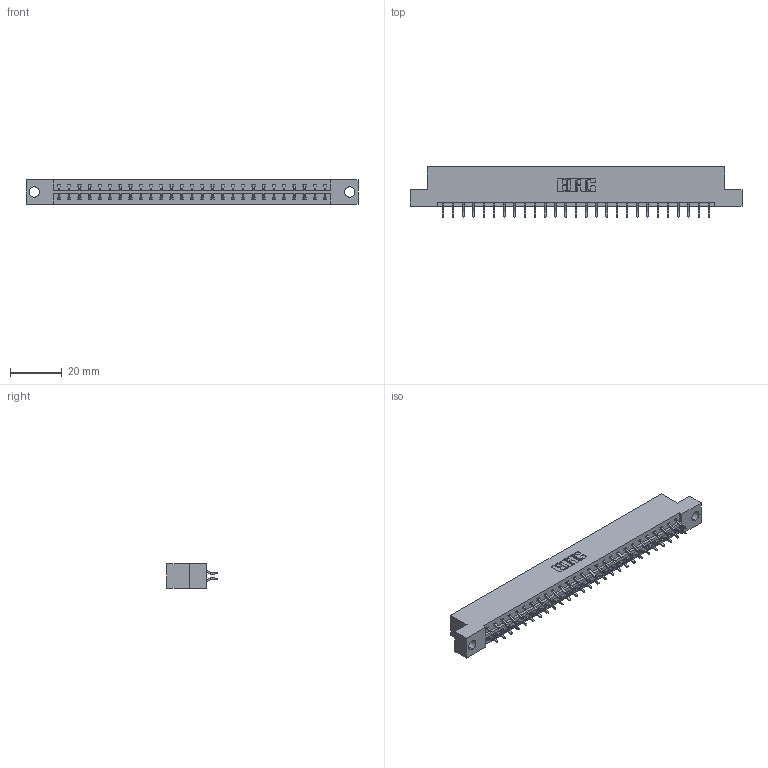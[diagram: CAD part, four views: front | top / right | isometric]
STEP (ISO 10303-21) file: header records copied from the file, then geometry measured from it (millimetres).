
FILE_DESCRIPTION (( 'STEP AP203' ), '1' );
FILE_NAME ('833-054-556-204.STEP', '2020-06-04T21:30:18', ( '' ), ( '' ), 'SwSTEP 2.0', 'SolidWorks 2020', '' );
FILE_SCHEMA (( 'CONFIG_CONTROL_DESIGN' ));
Length unit declared in the file: inch
Products named in the file (3): 345-292-001_556 Tail; 833-054-556-204; 833 Part_Flush - .156 Dia - TH
Assembly tree (55 placements, depth 2):
  833-054-556-204
    833 Part_Flush - .156 Dia - TH
    345-292-001_556 Tail  x54
Bounding box: 128.52 x 19.57 x 9.4 mm (x, y, z)
Volume: 12891.3 mm3; surface area: 14825.7 mm2
Topology: 55 solids, 55 shells, 3246 faces, 9653 edges, 6362 vertices
Faces by surface type: plane 2230, cylinder 1016
Entity records: 19533 total; most frequent: CARTESIAN_POINT 3270, ORIENTED_EDGE 3194, DIRECTION 2809, EDGE_CURVE 1597, VECTOR 1461, LINE 1461, VERTEX_POINT 1062, AXIS2_PLACEMENT_3D 674
